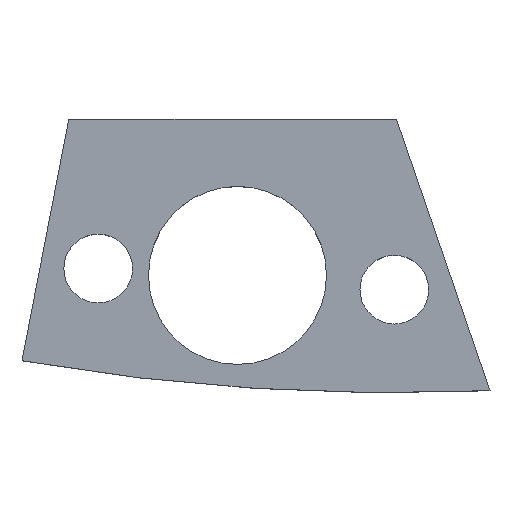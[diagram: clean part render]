
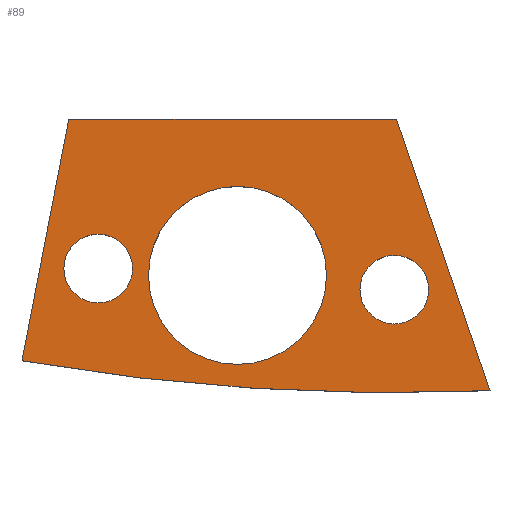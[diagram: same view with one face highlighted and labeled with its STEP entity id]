
A CAD part, top view. The second image highlights one B-rep face of the part: STEP entity #89.
In plain terms, the highlighted planar face has unit normal (0, 0, 1).
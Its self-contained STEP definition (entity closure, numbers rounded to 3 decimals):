
#6 = CARTESIAN_POINT ( 'NONE',  ( -40.86, 9.619, 20. ) ) ;
#9 = EDGE_CURVE ( 'NONE', #298, #27, #454, .T. ) ;
#11 = ORIENTED_EDGE ( 'NONE', *, *, #131, .T. ) ;
#13 = LINE ( 'NONE', #20, #210 ) ;
#20 = CARTESIAN_POINT ( 'NONE',  ( 73.568, -29.488, 20. ) ) ;
#25 = EDGE_CURVE ( 'NONE', #54, #81, #410, .T. ) ;
#27 = VERTEX_POINT ( 'NONE', #425 ) ;
#35 = CARTESIAN_POINT ( 'NONE',  ( -76.246, -19.927, 20. ) ) ;
#38 = CIRCLE ( 'NONE', #74, 28.5 ) ;
#43 = CARTESIAN_POINT ( 'NONE',  ( 53.922, 2.84, 20. ) ) ;
#44 = AXIS2_PLACEMENT_3D ( 'NONE', #285, #255, #65 ) ;
#46 = CARTESIAN_POINT ( 'NONE',  ( -61.28, 57.42, 20. ) ) ;
#54 = VERTEX_POINT ( 'NONE', #105 ) ;
#57 = CARTESIAN_POINT ( 'NONE',  ( -76.246, -19.927, 20. ) ) ;
#59 = DIRECTION ( 'NONE',  ( 1., 0., 0. ) ) ;
#65 = DIRECTION ( 'NONE',  ( 1., 0., 0. ) ) ;
#74 = AXIS2_PLACEMENT_3D ( 'NONE', #389, #219, #325 ) ;
#75 = EDGE_CURVE ( 'NONE', #371, #223, #38, .T. ) ;
#81 = VERTEX_POINT ( 'NONE', #35 ) ;
#82 = EDGE_CURVE ( 'NONE', #223, #371, #174, .T. ) ;
#84 = ORIENTED_EDGE ( 'NONE', *, *, #82, .F. ) ;
#85 = LINE ( 'NONE', #46, #349 ) ;
#87 = AXIS2_PLACEMENT_3D ( 'NONE', #181, #422, #107 ) ;
#89 = ADVANCED_FACE ( 'NONE', ( #143, #100, #351, #392 ), #328, .T. ) ;
#94 = EDGE_LOOP ( 'NONE', ( #438, #366 ) ) ;
#96 = DIRECTION ( 'NONE',  ( 0., 0., 1. ) ) ;
#100 = FACE_OUTER_BOUND ( 'NONE', #171, .T. ) ;
#104 = EDGE_CURVE ( 'NONE', #27, #298, #339, .T. ) ;
#105 = CARTESIAN_POINT ( 'NONE',  ( -61.28, 57.42, 20. ) ) ;
#107 = DIRECTION ( 'NONE',  ( 1., 0., 0. ) ) ;
#108 = AXIS2_PLACEMENT_3D ( 'NONE', #201, #123, #418 ) ;
#118 = CARTESIAN_POINT ( 'NONE',  ( 21.235, 7.42, 20. ) ) ;
#119 = VERTEX_POINT ( 'NONE', #283 ) ;
#123 = DIRECTION ( 'NONE',  ( 0., 0., 1. ) ) ;
#128 = VERTEX_POINT ( 'NONE', #6 ) ;
#131 = EDGE_CURVE ( 'NONE', #81, #176, #215, .T. ) ;
#143 = FACE_BOUND ( 'NONE', #304, .T. ) ;
#145 = CARTESIAN_POINT ( 'NONE',  ( 42.922, 2.84, 20. ) ) ;
#152 = EDGE_CURVE ( 'NONE', #344, #128, #363, .T. ) ;
#161 = ORIENTED_EDGE ( 'NONE', *, *, #208, .T. ) ;
#171 = EDGE_LOOP ( 'NONE', ( #11, #348, #161, #264 ) ) ;
#174 = CIRCLE ( 'NONE', #194, 28.5 ) ;
#176 = VERTEX_POINT ( 'NONE', #261 ) ;
#178 = DIRECTION ( 'NONE',  ( 1., 0., 0. ) ) ;
#179 = DIRECTION ( 'NONE',  ( 0., 0., 1. ) ) ;
#181 = CARTESIAN_POINT ( 'NONE',  ( -51.86, 9.619, 20. ) ) ;
#194 = AXIS2_PLACEMENT_3D ( 'NONE', #323, #359, #398 ) ;
#200 = EDGE_LOOP ( 'NONE', ( #459, #84 ) ) ;
#201 = CARTESIAN_POINT ( 'NONE',  ( -51.86, 9.619, 20. ) ) ;
#202 = DIRECTION ( 'NONE',  ( -0.19, -0.982, 0. ) ) ;
#208 = EDGE_CURVE ( 'NONE', #119, #54, #85, .T. ) ;
#210 = VECTOR ( 'NONE', #265, 1000. ) ;
#213 = DIRECTION ( 'NONE',  ( 1., 0., 0. ) ) ;
#215 = CIRCLE ( 'NONE', #408, 699. ) ;
#216 = EDGE_CURVE ( 'NONE', #176, #119, #13, .T. ) ;
#219 = DIRECTION ( 'NONE',  ( 0., 0., 1. ) ) ;
#223 = VERTEX_POINT ( 'NONE', #118 ) ;
#231 = DIRECTION ( 'NONE',  ( -1., 0., 0. ) ) ;
#250 = VECTOR ( 'NONE', #202, 1000. ) ;
#255 = DIRECTION ( 'NONE',  ( 0., 0., 1. ) ) ;
#256 = AXIS2_PLACEMENT_3D ( 'NONE', #416, #96, #59 ) ;
#261 = CARTESIAN_POINT ( 'NONE',  ( 73.568, -29.488, 20. ) ) ;
#264 = ORIENTED_EDGE ( 'NONE', *, *, #25, .T. ) ;
#265 = DIRECTION ( 'NONE',  ( -0.326, 0.946, 0. ) ) ;
#283 = CARTESIAN_POINT ( 'NONE',  ( 43.643, 57.42, 20. ) ) ;
#285 = CARTESIAN_POINT ( 'NONE',  ( 42.922, 668.84, 20. ) ) ;
#292 = CARTESIAN_POINT ( 'NONE',  ( 42.922, 668.84, 20. ) ) ;
#298 = VERTEX_POINT ( 'NONE', #43 ) ;
#304 = EDGE_LOOP ( 'NONE', ( #336, #369 ) ) ;
#323 = CARTESIAN_POINT ( 'NONE',  ( -7.265, 7.42, 20. ) ) ;
#325 = DIRECTION ( 'NONE',  ( 1., 0., 0. ) ) ;
#328 = PLANE ( 'NONE',  #44 ) ;
#329 = DIRECTION ( 'NONE',  ( 0., 0., 1. ) ) ;
#336 = ORIENTED_EDGE ( 'NONE', *, *, #104, .F. ) ;
#339 = CIRCLE ( 'NONE', #433, 11. ) ;
#341 = CARTESIAN_POINT ( 'NONE',  ( -35.765, 7.42, 20. ) ) ;
#344 = VERTEX_POINT ( 'NONE', #442 ) ;
#348 = ORIENTED_EDGE ( 'NONE', *, *, #216, .T. ) ;
#349 = VECTOR ( 'NONE', #231, 1000. ) ;
#351 = FACE_BOUND ( 'NONE', #94, .T. ) ;
#359 = DIRECTION ( 'NONE',  ( 0., 0., 1. ) ) ;
#363 = CIRCLE ( 'NONE', #87, 11. ) ;
#366 = ORIENTED_EDGE ( 'NONE', *, *, #450, .F. ) ;
#369 = ORIENTED_EDGE ( 'NONE', *, *, #9, .F. ) ;
#371 = VERTEX_POINT ( 'NONE', #341 ) ;
#389 = CARTESIAN_POINT ( 'NONE',  ( -7.265, 7.42, 20. ) ) ;
#392 = FACE_BOUND ( 'NONE', #200, .T. ) ;
#398 = DIRECTION ( 'NONE',  ( 1., 0., 0. ) ) ;
#408 = AXIS2_PLACEMENT_3D ( 'NONE', #292, #179, #213 ) ;
#410 = LINE ( 'NONE', #57, #250 ) ;
#414 = CIRCLE ( 'NONE', #108, 11. ) ;
#416 = CARTESIAN_POINT ( 'NONE',  ( 42.922, 2.84, 20. ) ) ;
#418 = DIRECTION ( 'NONE',  ( 1., 0., 0. ) ) ;
#422 = DIRECTION ( 'NONE',  ( 0., 0., 1. ) ) ;
#425 = CARTESIAN_POINT ( 'NONE',  ( 31.922, 2.84, 20. ) ) ;
#433 = AXIS2_PLACEMENT_3D ( 'NONE', #145, #329, #178 ) ;
#438 = ORIENTED_EDGE ( 'NONE', *, *, #152, .F. ) ;
#442 = CARTESIAN_POINT ( 'NONE',  ( -62.86, 9.619, 20. ) ) ;
#450 = EDGE_CURVE ( 'NONE', #128, #344, #414, .T. ) ;
#454 = CIRCLE ( 'NONE', #256, 11. ) ;
#459 = ORIENTED_EDGE ( 'NONE', *, *, #75, .F. ) ;
